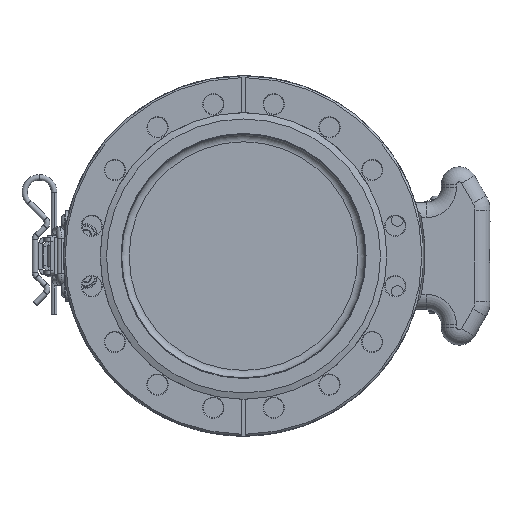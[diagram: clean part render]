
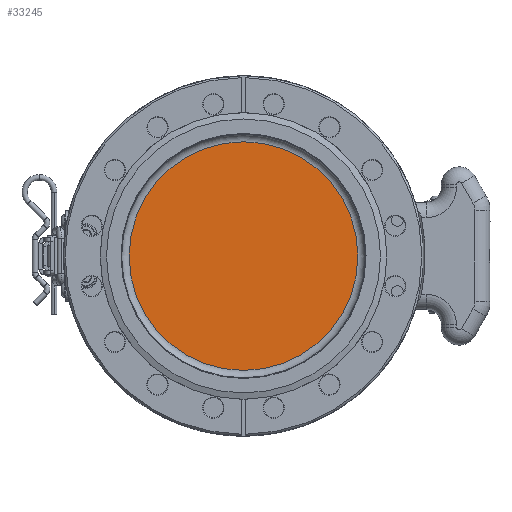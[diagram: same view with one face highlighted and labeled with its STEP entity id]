
A CAD part, top view. The second image highlights one B-rep face of the part: STEP entity #33245.
In plain terms, the highlighted planar face has unit normal (0, 0, 1).
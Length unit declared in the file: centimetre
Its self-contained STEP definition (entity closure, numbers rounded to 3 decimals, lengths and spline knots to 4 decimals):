
#3824=CIRCLE('',#35912,4.8133);
#5678=VERTEX_POINT('',#58155);
#13969=EDGE_CURVE('',#5678,#5678,#3824,.T.);
#20976=ORIENTED_EDGE('',*,*,#13969,.F.);
#28595=EDGE_LOOP('',(#20976));
#30960=FACE_BOUND('',#28595,.T.);
#33245=ADVANCED_FACE('',(#30960),#105266,.F.);
#35912=AXIS2_PLACEMENT_3D('',#58154,#40507,#40508);
#35913=AXIS2_PLACEMENT_3D('',#58156,#40509,$);
#40507=DIRECTION('',(0.,0.,-1.));
#40508=DIRECTION('',(4.813,0.,0.));
#40509=DIRECTION('',(0.,0.,-1.));
#58154=CARTESIAN_POINT('',(0.,0.,-3.3274));
#58155=CARTESIAN_POINT('',(-4.8133,0.,-3.3274));
#58156=CARTESIAN_POINT('',(-2.5654,0.,-3.3274));
#105266=PLANE('',#35913);
